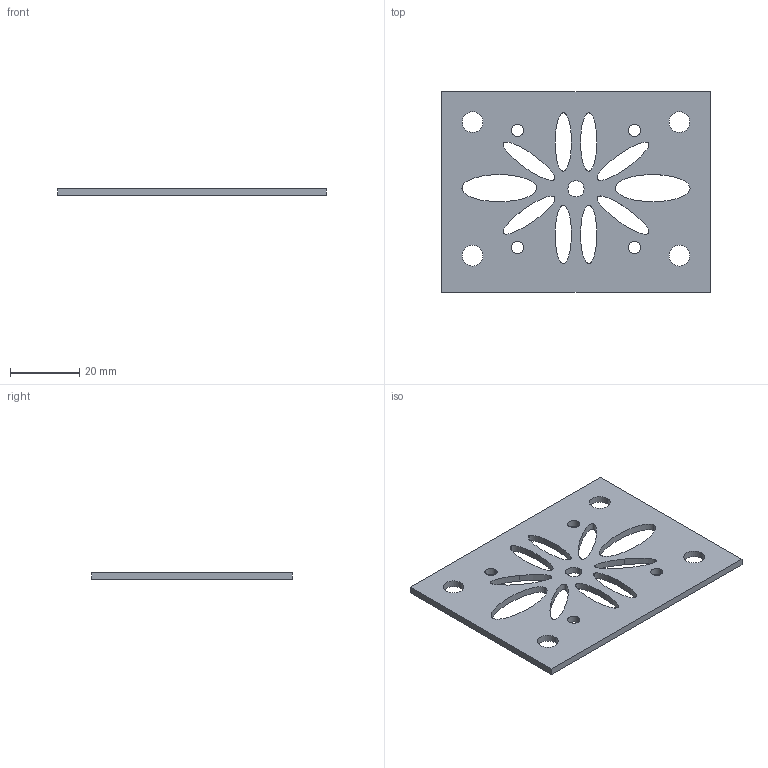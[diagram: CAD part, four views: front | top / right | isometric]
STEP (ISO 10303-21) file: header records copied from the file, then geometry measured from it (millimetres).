
FILE_DESCRIPTION((''),'2;1');
FILE_NAME('BATTERY_PLATE','2019-11-01T13:14:43',('SRC2'),(''),'CREO PARAMETRIC BY PTC INC, 2018020','CREO PARAMETRIC BY PTC INC, 2018020','');
FILE_SCHEMA(('CONFIG_CONTROL_DESIGN'));
Length unit declared in the file: millimetre
Products named in the file (1): BATTERY_PLATE
Bounding box: 77.8 x 58 x 2 mm (x, y, z)
Volume: 7144.3 mm3; surface area: 8753.2 mm2
Topology: 1 solids, 1 shells, 44 faces, 126 edges, 84 vertices
Faces by surface type: extrusion 20, cylinder 18, plane 6
Entity records: 2076 total; most frequent: CARTESIAN_POINT 790, ORIENTED_EDGE 252, DIRECTION 230, EDGE_CURVE 126, VERTEX_POINT 84, EDGE_LOOP 82, AXIS2_PLACEMENT_3D 80, VECTOR 70
